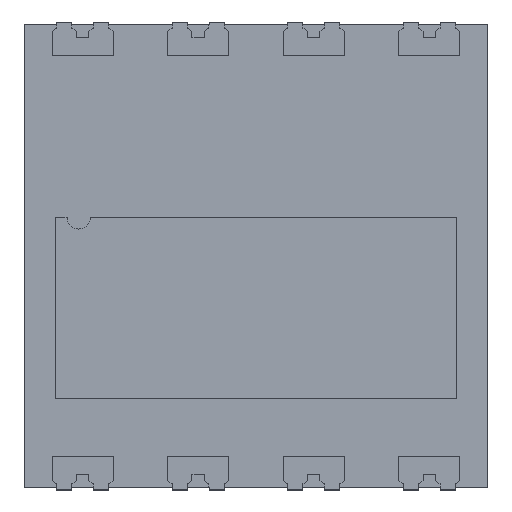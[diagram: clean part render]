
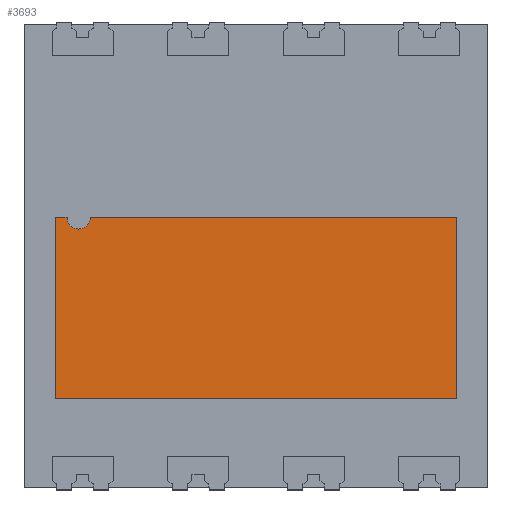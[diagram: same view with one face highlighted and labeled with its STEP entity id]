
A CAD part, top view. The second image highlights one B-rep face of the part: STEP entity #3693.
In plain terms, the highlighted planar face has unit normal (0, 0, 1).
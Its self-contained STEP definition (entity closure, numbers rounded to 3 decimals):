
#3693=ADVANCED_FACE('',(#6463),#6465,.T.);
#6463=FACE_BOUND('',#6464,.T.);
#6464=EDGE_LOOP('',(#9100,#9101,#9102,#9103,#9104,#9105));
#6465=PLANE('',#6466);
#6466=AXIS2_PLACEMENT_3D('',#6467,#6468,#6469);
#6467=CARTESIAN_POINT('',(0.,0.,0.9));
#6468=DIRECTION('',(0.,0.,1.));
#6469=DIRECTION('',(-1.,0.,0.));
#9100=ORIENTED_EDGE('',*,*,#10164,.T.);
#9101=ORIENTED_EDGE('',*,*,#10174,.T.);
#9102=ORIENTED_EDGE('',*,*,#10172,.T.);
#9103=ORIENTED_EDGE('',*,*,#10170,.T.);
#9104=ORIENTED_EDGE('',*,*,#10168,.T.);
#9105=ORIENTED_EDGE('',*,*,#10166,.T.);
#10164=EDGE_CURVE('',#12051,#12049,#12052,.T.);
#10166=EDGE_CURVE('',#12054,#12051,#12055,.T.);
#10168=EDGE_CURVE('',#12057,#12054,#12058,.T.);
#10170=EDGE_CURVE('',#12060,#12057,#12061,.T.);
#10172=EDGE_CURVE('',#12063,#12060,#12064,.T.);
#10174=EDGE_CURVE('',#12049,#12063,#12066,.T.);
#12049=VERTEX_POINT('',#16114);
#12051=VERTEX_POINT('',#16118);
#12052=LINE('',#16119,#16120);
#12054=VERTEX_POINT('',#16125);
#12055=CIRCLE('',#16126,0.2);
#12057=VERTEX_POINT('',#16133);
#12058=LINE('',#16134,#16135);
#12060=VERTEX_POINT('',#16140);
#12061=LINE('',#16141,#16142);
#12063=VERTEX_POINT('',#16147);
#12064=LINE('',#16148,#16149);
#12066=LINE('',#16154,#16155);
#16114=CARTESIAN_POINT('',(-3.47,0.666,0.9));
#16118=CARTESIAN_POINT('',(-3.27,0.666,0.9));
#16119=CARTESIAN_POINT('',(-3.27,0.666,0.9));
#16120=VECTOR('',#16121,1.);
#16121=DIRECTION('',(-1.,0.,0.));
#16125=CARTESIAN_POINT('',(-2.87,0.666,0.9));
#16126=AXIS2_PLACEMENT_3D('',#16127,#16128,#16129);
#16127=CARTESIAN_POINT('',(-3.07,0.666,0.9));
#16128=DIRECTION('',(0.,0.,-1.));
#16129=DIRECTION('',(1.,0.,0.));
#16133=CARTESIAN_POINT('',(3.47,0.666,0.9));
#16134=CARTESIAN_POINT('',(3.47,0.666,0.9));
#16135=VECTOR('',#16136,1.);
#16136=DIRECTION('',(-1.,0.,0.));
#16140=CARTESIAN_POINT('',(3.47,-2.466,0.9));
#16141=CARTESIAN_POINT('',(3.47,-2.466,0.9));
#16142=VECTOR('',#16143,1.);
#16143=DIRECTION('',(0.,1.,0.));
#16147=CARTESIAN_POINT('',(-3.47,-2.466,0.9));
#16148=CARTESIAN_POINT('',(-3.47,-2.466,0.9));
#16149=VECTOR('',#16150,1.);
#16150=DIRECTION('',(1.,0.,0.));
#16154=CARTESIAN_POINT('',(-3.47,0.666,0.9));
#16155=VECTOR('',#16156,1.);
#16156=DIRECTION('',(0.,-1.,0.));
